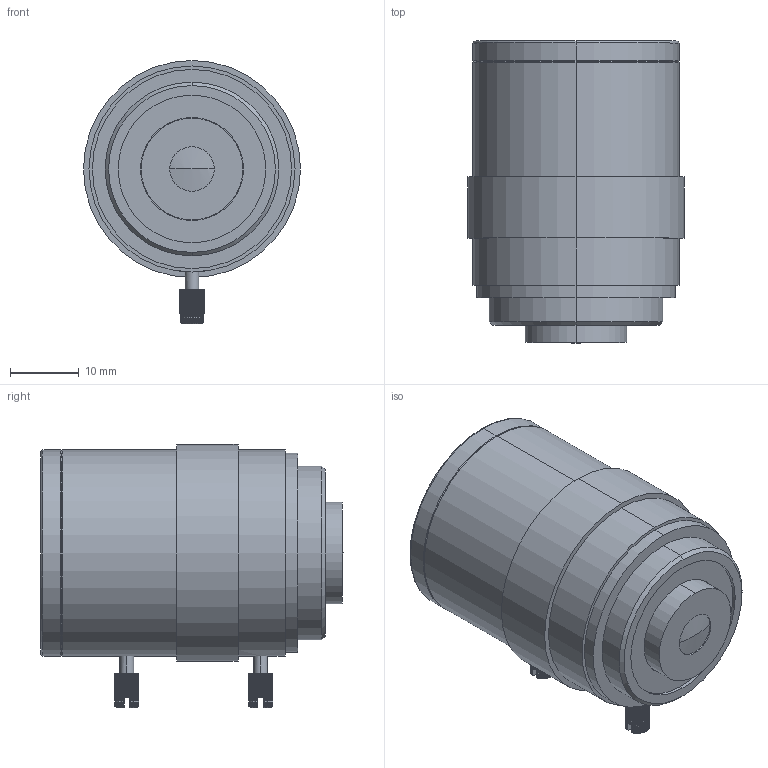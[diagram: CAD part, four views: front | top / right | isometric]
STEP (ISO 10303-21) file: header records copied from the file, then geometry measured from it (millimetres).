
FILE_DESCRIPTION (( 'STEP AP214' ), '1' );
FILE_NAME ('2.8-12mm_manual_lens.STEP', '2016-06-08T07:34:49', ( 'zveris' ), ( '' ), 'SwSTEP 2.0', 'SolidWorks 2015', '' );
FILE_SCHEMA (( 'AUTOMOTIVE_DESIGN' ));
Length unit declared in the file: millimetre
Products named in the file (1): 2.8-12mm_manual_lens
Bounding box: 31.6 x 44 x 38.3 mm (x, y, z)
Volume: 22120.3 mm3; surface area: 10238.2 mm2
Topology: 3 solids, 3 shells, 326 faces, 902 edges, 596 vertices
Faces by surface type: plane 188, cylinder 114, cone 18, sphere 4, torus 2
Entity records: 13739 total; most frequent: CARTESIAN_POINT 2325, ORIENTED_EDGE 1804, DIRECTION 1664, EDGE_CURVE 902, VERTEX_POINT 596, AXIS2_PLACEMENT_3D 587, LINE 490, VECTOR 490
